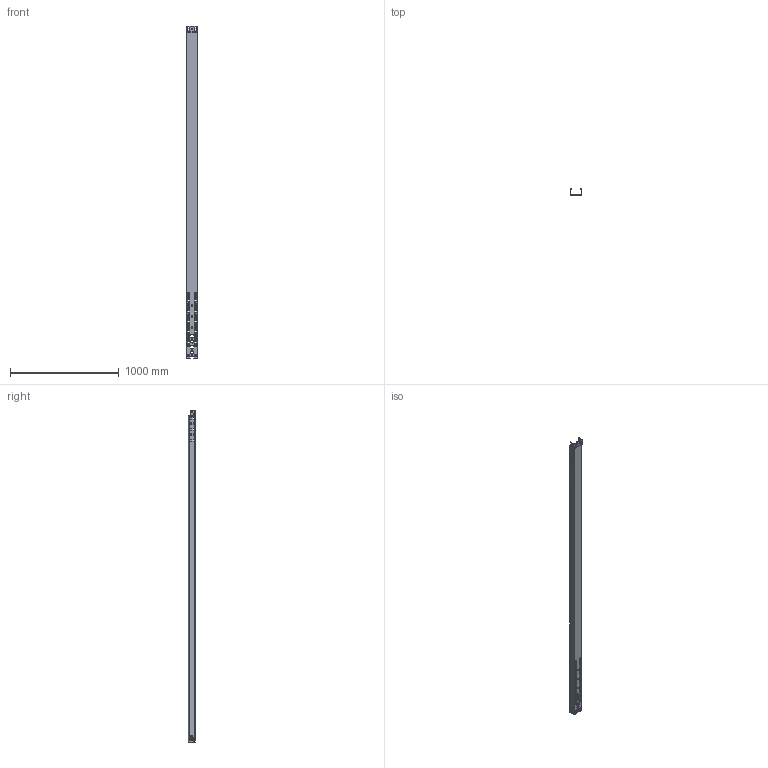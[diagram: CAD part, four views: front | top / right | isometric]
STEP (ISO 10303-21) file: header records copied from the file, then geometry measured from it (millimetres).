
FILE_DESCRIPTION (( 'STEP AP214' ), '1' );
FILE_NAME ('6059490.STEP', '2025-08-18T07:11:52', ( '' ), ( '' ), 'SwSTEP 2.0', 'SolidWorks 2024', '' );
FILE_SCHEMA (( 'AUTOMOTIVE_DESIGN' ));
Length unit declared in the file: millimetre
Products named in the file (1): 6059490
Bounding box: 104.5 x 64.45 x 3050 mm (x, y, z)
Volume: 1096220.7 mm3; surface area: 1478279.2 mm2
Topology: 1 solids, 1 shells, 841 faces, 2225 edges, 1398 vertices
Faces by surface type: cylinder 359, plane 328, torus 84, cone 46, bspline 20, sphere 4
Entity records: 26810 total; most frequent: CARTESIAN_POINT 5155, DIRECTION 4709, ORIENTED_EDGE 4450, EDGE_CURVE 2225, AXIS2_PLACEMENT_3D 1712, VERTEX_POINT 1398, LINE 1285, VECTOR 1285
